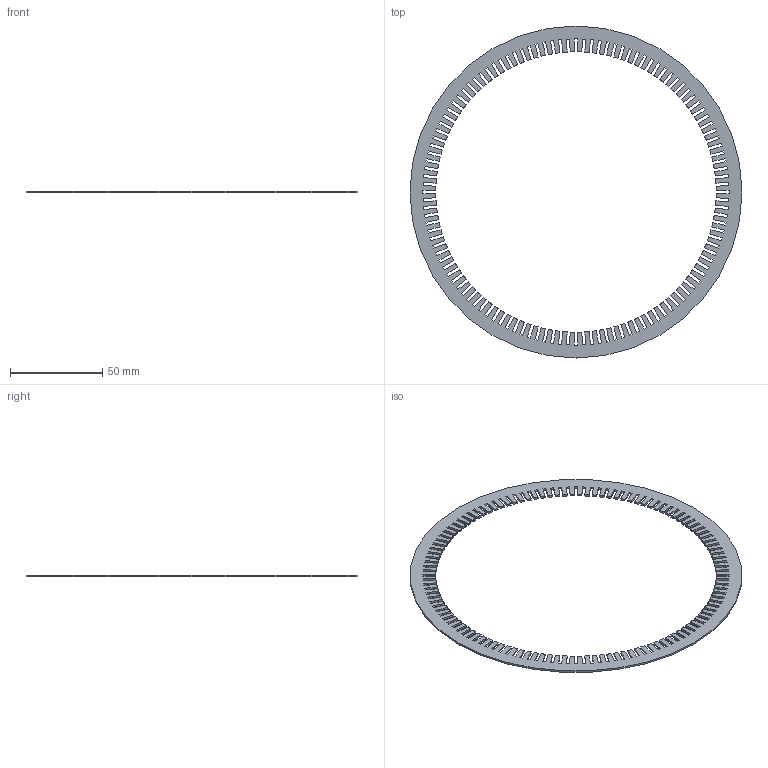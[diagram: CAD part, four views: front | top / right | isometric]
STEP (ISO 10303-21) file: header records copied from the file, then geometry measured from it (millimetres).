
FILE_DESCRIPTION(/* description */ ('VariCAD 2022-1.06 AP-214'),/* implementation_level */ '2;1');
FILE_NAME(/* name */ 'stator2.stp',/* time_stamp */ '2022-05-05T21:45:20-05:00',/* author */ (''),/* organization */ (''),/* preprocessor_version */ 'VariCAD 2022-1.06',/* originating_system */ 'VariCAD 2022-1.06; kernel version (20180118)',/* authorisation */ '');
FILE_SCHEMA(('AUTOMOTIVE_DESIGN'));
Length unit declared in the file: millimetre
Products named in the file (2): stator2
Assembly tree (1 placements, depth 2):
  stator2
    (unnamed)
Bounding box: 180 x 180 x 1 mm (x, y, z)
Volume: 5915.6 mm3; surface area: 14554.3 mm2
Topology: 1 solids, 1 shells, 604 faces, 1806 edges, 1204 vertices
Faces by surface type: plane 362, cylinder 242
Entity records: 20432 total; most frequent: CARTESIAN_POINT 3618, ORIENTED_EDGE 3612, DIRECTION 3506, EDGE_CURVE 1806, LINE 1322, VECTOR 1322, VERTEX_POINT 1204, AXIS2_PLACEMENT_3D 1092
